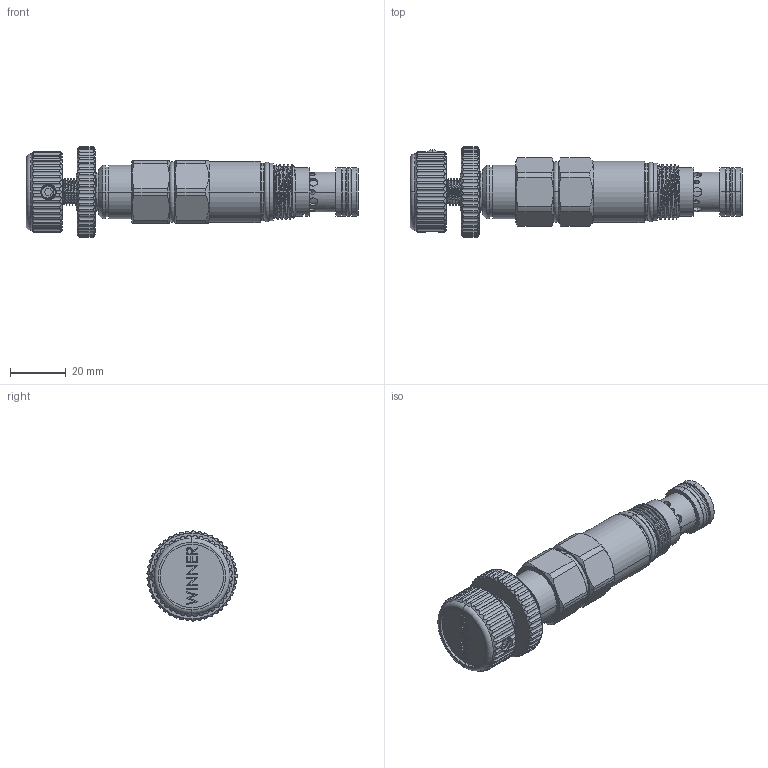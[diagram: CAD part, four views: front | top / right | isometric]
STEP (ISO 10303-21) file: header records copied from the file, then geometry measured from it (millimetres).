
FILE_DESCRIPTION (( 'STEP AP203' ), '1' );
FILE_NAME ('SD13A20-K.STEP', '2016-08-10T08:37:43', ( '' ), ( '' ), 'SwSTEP 2.0', 'SolidWorks 2012', '' );
FILE_SCHEMA (( 'CONFIG_CONTROL_DESIGN' ));
Length unit declared in the file: millimetre
Products named in the file (1): SD13A20-K
Bounding box: 118.65 x 32.18 x 32.2 mm (x, y, z)
Volume: 42343.3 mm3; surface area: 14675.3 mm2
Topology: 4 solids, 8 shells, 699 faces, 1859 edges, 1203 vertices
Faces by surface type: cylinder 392, plane 172, cone 65, bspline 36, torus 30, sphere 4
Entity records: 45146 total; most frequent: CARTESIAN_POINT 28746, ORIENTED_EDGE 3690, DIRECTION 3061, EDGE_CURVE 1845, VERTEX_POINT 1203, AXIS2_PLACEMENT_3D 1177, EDGE_LOOP 748, LINE 707
